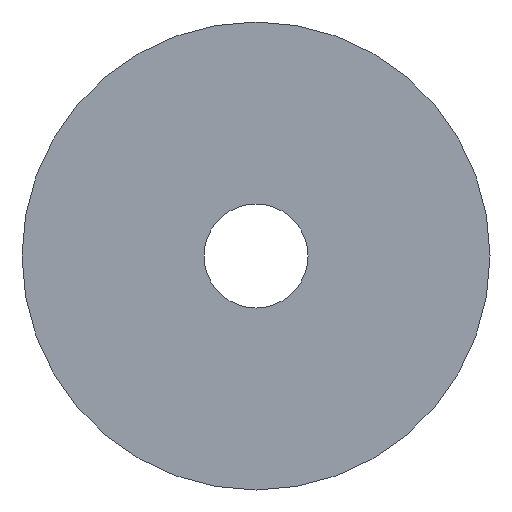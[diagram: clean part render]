
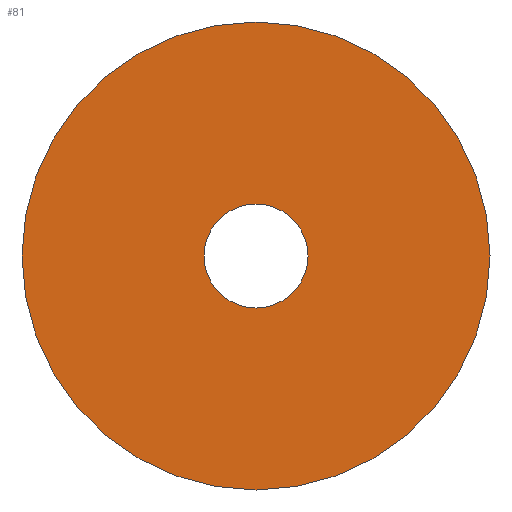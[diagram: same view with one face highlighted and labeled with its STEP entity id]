
A CAD part, front view. The second image highlights one B-rep face of the part: STEP entity #81.
In plain terms, the highlighted planar face has unit normal (0, -1, 0).
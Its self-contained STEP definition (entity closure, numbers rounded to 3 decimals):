
#22 = CARTESIAN_POINT ( 'NONE',  ( 0., -11., 0. ) ) ;
#27 = DIRECTION ( 'NONE',  ( 0., 0., 1. ) ) ;
#33 = DIRECTION ( 'NONE',  ( 0., 1., 0. ) ) ;
#40 = EDGE_LOOP ( 'NONE', ( #44, #45 ) ) ;
#41 = ORIENTED_EDGE ( 'NONE', *, *, #43, .F. ) ;
#42 = ORIENTED_EDGE ( 'NONE', *, *, #151, .F. ) ;
#43 = EDGE_CURVE ( 'NONE', #152, #149, #119, .T. ) ;
#44 = ORIENTED_EDGE ( 'NONE', *, *, #78, .T. ) ;
#45 = ORIENTED_EDGE ( 'NONE', *, *, #129, .T. ) ;
#78 = EDGE_CURVE ( 'NONE', #131, #130, #202, .T. ) ;
#81 = ADVANCED_FACE ( 'NONE', ( #248, #247 ), #246, .F. ) ;
#82 = EDGE_LOOP ( 'NONE', ( #41, #42 ) ) ;
#118 = AXIS2_PLACEMENT_3D ( 'NONE', #22, #33, #27 ) ;
#119 = CIRCLE ( 'NONE', #118, 9. ) ;
#129 = EDGE_CURVE ( 'NONE', #130, #131, #270, .T. ) ;
#130 = VERTEX_POINT ( 'NONE', #266 ) ;
#131 = VERTEX_POINT ( 'NONE', #265 ) ;
#149 = VERTEX_POINT ( 'NONE', #161 ) ;
#151 = EDGE_CURVE ( 'NONE', #149, #152, #160, .T. ) ;
#152 = VERTEX_POINT ( 'NONE', #155 ) ;
#155 = CARTESIAN_POINT ( 'NONE',  ( 0., -11., -9. ) ) ;
#156 = DIRECTION ( 'NONE',  ( 0., 0., 1. ) ) ;
#157 = DIRECTION ( 'NONE',  ( 0., 1., 0. ) ) ;
#158 = CARTESIAN_POINT ( 'NONE',  ( 0., -11., 0. ) ) ;
#159 = AXIS2_PLACEMENT_3D ( 'NONE', #158, #157, #156 ) ;
#160 = CIRCLE ( 'NONE', #159, 9. ) ;
#161 = CARTESIAN_POINT ( 'NONE',  ( 0., -11., 9. ) ) ;
#196 = CARTESIAN_POINT ( 'NONE',  ( 0., -11., 0. ) ) ;
#197 = AXIS2_PLACEMENT_3D ( 'NONE', #196, #250, #249 ) ;
#202 = CIRCLE ( 'NONE', #197, 2. ) ;
#242 = DIRECTION ( 'NONE',  ( 0., 0., 1. ) ) ;
#243 = DIRECTION ( 'NONE',  ( 0., 1., 0. ) ) ;
#244 = CARTESIAN_POINT ( 'NONE',  ( 2., -11., 0. ) ) ;
#245 = AXIS2_PLACEMENT_3D ( 'NONE', #244, #243, #242 ) ;
#246 = PLANE ( 'NONE',  #245 ) ;
#247 = FACE_BOUND ( 'NONE', #40, .T. ) ;
#248 = FACE_OUTER_BOUND ( 'NONE', #82, .T. ) ;
#249 = DIRECTION ( 'NONE',  ( 0., 0., 1. ) ) ;
#250 = DIRECTION ( 'NONE',  ( 0., 1., 0. ) ) ;
#265 = CARTESIAN_POINT ( 'NONE',  ( 0., -11., 2. ) ) ;
#266 = CARTESIAN_POINT ( 'NONE',  ( 0., -11., -2. ) ) ;
#267 = DIRECTION ( 'NONE',  ( 0., 0., 1. ) ) ;
#268 = DIRECTION ( 'NONE',  ( 0., 1., 0. ) ) ;
#269 = AXIS2_PLACEMENT_3D ( 'NONE', #276, #268, #267 ) ;
#270 = CIRCLE ( 'NONE', #269, 2. ) ;
#276 = CARTESIAN_POINT ( 'NONE',  ( 0., -11., 0. ) ) ;
